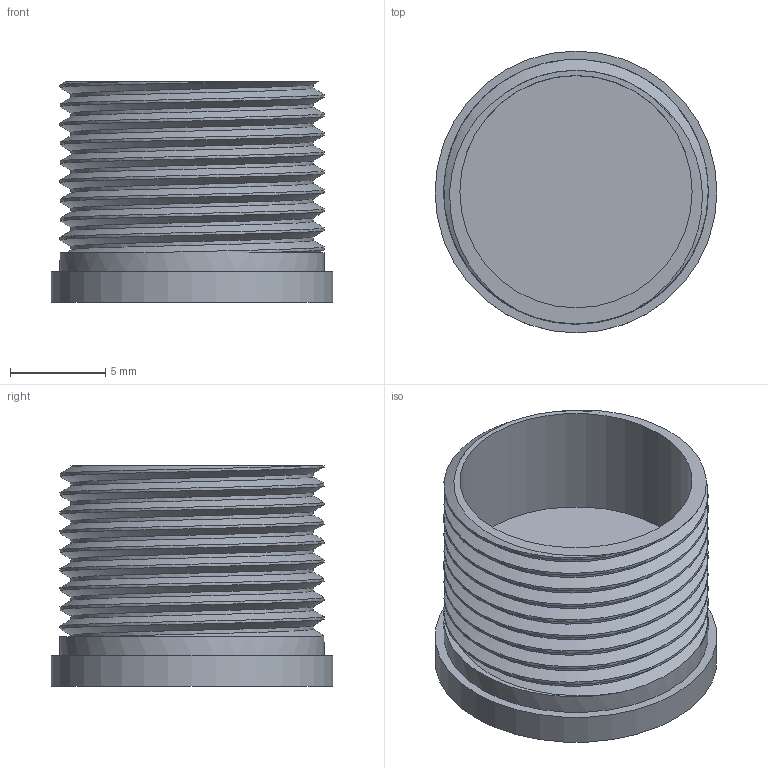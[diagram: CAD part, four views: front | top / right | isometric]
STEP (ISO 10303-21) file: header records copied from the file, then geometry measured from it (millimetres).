
FILE_DESCRIPTION(/* description */ (''),/* implementation_level */ '2;1');
FILE_NAME(/* name */ 'Bouchon_Pedale_Neatt v1.step',/* time_stamp */ '2021-07-21T19:04:10+02:00',/* author */ (''),/* organization */ (''),/* preprocessor_version */ 'ST-DEVELOPER v18.1',/* originating_system */ 'Autodesk Translation Framework v10.9.0.1377',/* authorisation */ '');
FILE_SCHEMA (('AUTOMOTIVE_DESIGN { 1 0 10303 214 3 1 1 }'));
Length unit declared in the file: millimetre
Products named in the file (1): Bouchon_Pedale_Neatt
Bounding box: 14.8 x 14.8 x 11.6 mm (x, y, z)
Volume: 798.8 mm3; surface area: 1416.9 mm2
Topology: 1 solids, 1 shells, 36 faces, 93 edges, 62 vertices
Faces by surface type: cylinder 22, plane 12, bspline 2
Full cylindrical faces by diameter (mm): 12.2 x1, 12.741 x8, 13.884 x9, 14.8 x1
Entity records: 3463 total; most frequent: CARTESIAN_POINT 2629, ORIENTED_EDGE 186, DIRECTION 129, EDGE_CURVE 93, VERTEX_POINT 62, AXIS2_PLACEMENT_3D 45, B_SPLINE_CURVE_WITH_KNOTS 44, EDGE_LOOP 39
